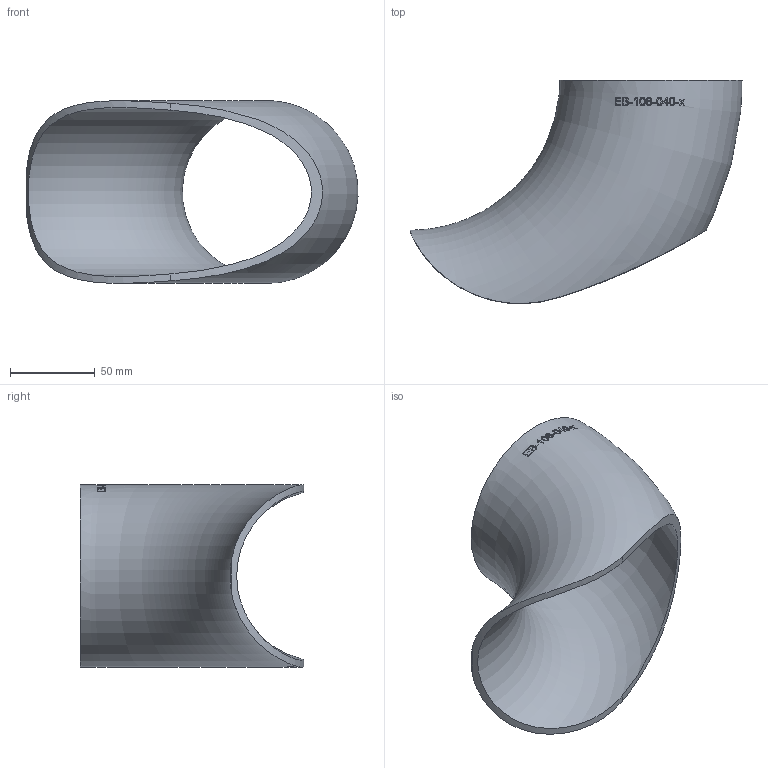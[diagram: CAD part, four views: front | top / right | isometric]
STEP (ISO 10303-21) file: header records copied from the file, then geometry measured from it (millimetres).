
FILE_DESCRIPTION (( 'STEP AP214' ), '1' );
FILE_NAME ('EB-108-040-x Einschweissbogen 2210.STEP', '2022-10-19T10:40:22', ( '' ), ( '' ), 'SwSTEP 2.0', 'SolidWorks 2019', '' );
FILE_SCHEMA (( 'AUTOMOTIVE_DESIGN' ));
Length unit declared in the file: millimetre
Products named in the file (1): EB-108-040-x Einschweissbogen 2210
Bounding box: 196.44 x 132.12 x 108.02 mm (x, y, z)
Volume: 180394.2 mm3; surface area: 93804.5 mm2
Topology: 1 solids, 1 shells, 151 faces, 393 edges, 262 vertices
Faces by surface type: bspline 126, torus 22, plane 2, cylinder 1
Entity records: 19922 total; most frequent: CARTESIAN_POINT 15832, ORIENTED_EDGE 772, EDGE_CURVE 386, B_SPLINE_CURVE_WITH_KNOTS 380, VERTEX_POINT 258, EDGE_LOOP 174, FACE_OUTER_BOUND 153, ADVANCED_FACE 151
